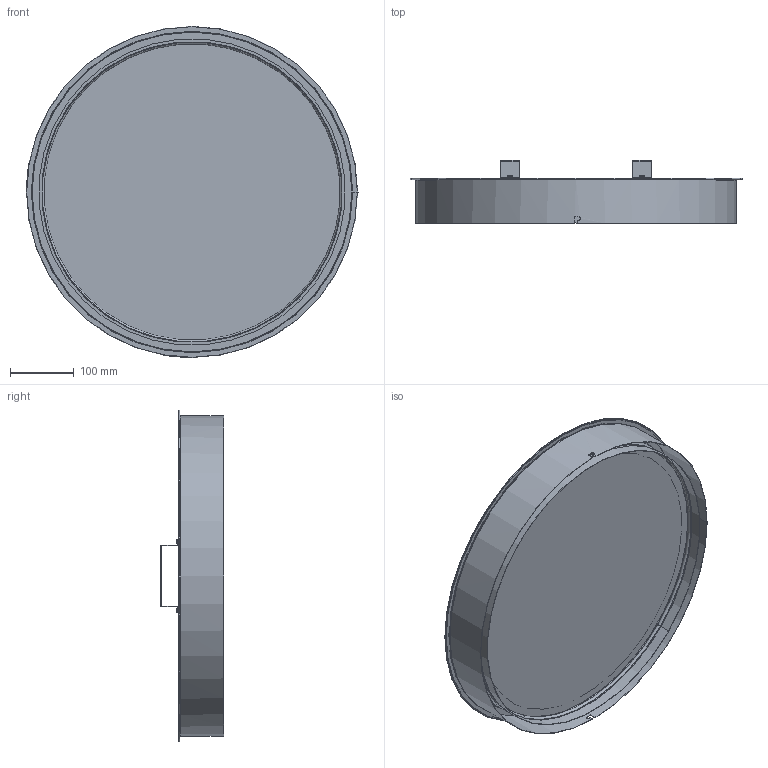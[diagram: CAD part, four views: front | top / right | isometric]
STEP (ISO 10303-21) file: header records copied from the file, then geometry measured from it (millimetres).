
FILE_DESCRIPTION((''),'2;1');
FILE_NAME('HRL-1-500.stp','2014-02-20T11:32:34',(''),(''),'Autodesk Inventor 2013','Autodesk Inventor 2013','');
FILE_SCHEMA(('AUTOMOTIVE_DESIGN { 1 2 10303 214 0 1 1 1 }'));
Length unit declared in the file: millimetre
Products named in the file (8): HRL-1-500; Ø470x45; Handtag-100; 999664; 112077; 116039; 116044_2; MuffHRL_500
Assembly tree (11 placements, depth 2):
  HRL-1-500
    Ø470x45
    Handtag-100  x2
    999664  x4
    112077
    116039
    116044_2
    MuffHRL_500
Bounding box: 519.73 x 99 x 519.73 mm (x, y, z)
Volume: 7889097.9 mm3; surface area: 1680531.9 mm2
Topology: 11 solids, 11 shells, 535 faces, 1204 edges, 693 vertices
Faces by surface type: plane 284, cylinder 148, torus 47, bspline 32, cone 24
Full cylindrical faces by diameter (mm): 2 x2, 4 x4, 5.1 x4, 8.4 x4, 465 x1, 470 x4, 471.2 x2, 480 x1, 500.55 x1, 501.75 x1, 505.65 x1, 515 x1
Entity records: 7691 total; most frequent: CARTESIAN_POINT 2835, DIRECTION 996, ORIENTED_EDGE 878, EDGE_CURVE 439, AXIS2_PLACEMENT_3D 379, VERTEX_POINT 259, VECTOR 238, LINE 238
